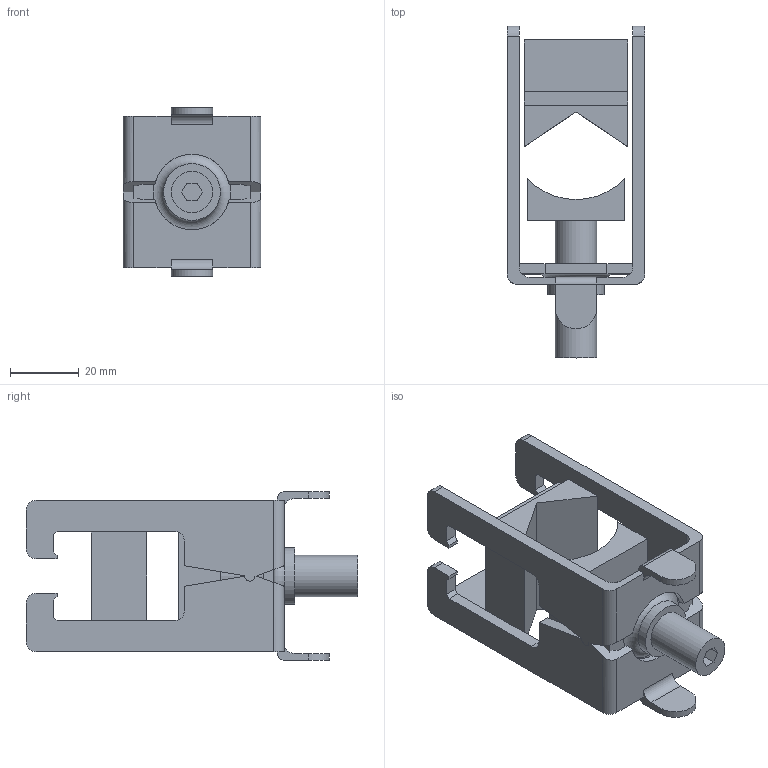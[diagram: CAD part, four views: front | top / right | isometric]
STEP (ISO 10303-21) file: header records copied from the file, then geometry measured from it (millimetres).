
FILE_DESCRIPTION(/* description */ ('STEP AP214'),/* implementation_level */ '2;1');
FILE_NAME(/* name */ '01760',/* time_stamp */ '2024-11-11T16:43:45+01:00',/* author */ ('License CC BY-ND 4.0'),/* organization */ ('CADENAS'),/* preprocessor_version */ 'ST-DEVELOPER v19.3',/* originating_system */ 'PARTsolutions',/* authorisation */ ' ');
FILE_SCHEMA (('AUTOMOTIVE_DESIGN {1 0 10303 214 3 1 1}'));
Length unit declared in the file: millimetre
Products named in the file (5): 01760; 71504000; 30647100; 61510000; 71505000
Assembly tree (5 placements, depth 2):
  01760
    71504000  x2
    30647100
    61510000
    71505000
Bounding box: 40 x 96.4 x 49 mm (x, y, z)
Volume: 45864.8 mm3; surface area: 26768.8 mm2
Topology: 5 solids, 5 shells, 145 faces, 394 edges, 262 vertices
Faces by surface type: plane 107, cylinder 36, torus 2
Full cylindrical faces by diameter (mm): 12 x2, 16.492 x1
Entity records: 3026 total; most frequent: CARTESIAN_POINT 512, DIRECTION 491, ORIENTED_EDGE 490, EDGE_CURVE 245, LINE 201, VECTOR 201, VERTEX_POINT 166, AXIS2_PLACEMENT_3D 145
